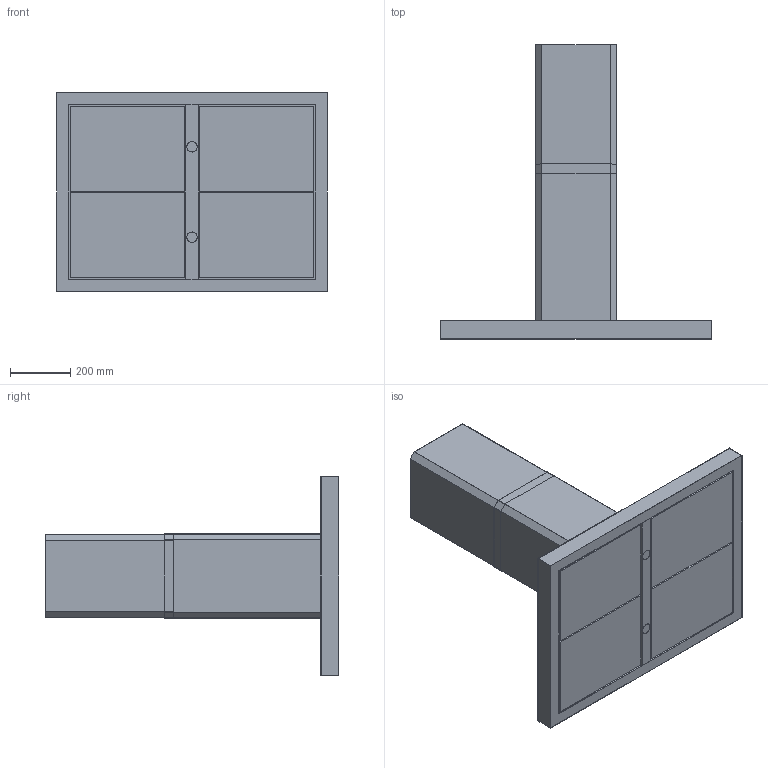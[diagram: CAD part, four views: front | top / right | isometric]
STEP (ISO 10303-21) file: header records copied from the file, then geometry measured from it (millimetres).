
FILE_DESCRIPTION((''),'2;1');
FILE_NAME('IS4110S','2021-02-12T',('seona'),(''),'CREO PARAMETRIC BY PTC INC, 2016260','CREO PARAMETRIC BY PTC INC, 2016260','');
FILE_SCHEMA(('CONFIG_CONTROL_DESIGN'));
Length unit declared in the file: millimetre
Products named in the file (1): IS4110S
Bounding box: 898 x 975 x 660 mm (x, y, z)
Volume: 19869689.3 mm3; surface area: 4937526.5 mm2
Topology: 9 solids, 9 shells, 94 faces, 216 edges, 144 vertices
Faces by surface type: plane 86, cylinder 8
Entity records: 2650 total; most frequent: CARTESIAN_POINT 454, ORIENTED_EDGE 432, DIRECTION 420, EDGE_CURVE 216, VECTOR 200, LINE 200, VERTEX_POINT 144, AXIS2_PLACEMENT_3D 110
